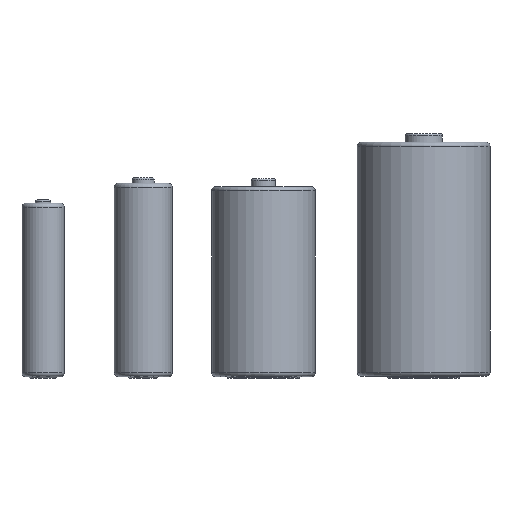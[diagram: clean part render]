
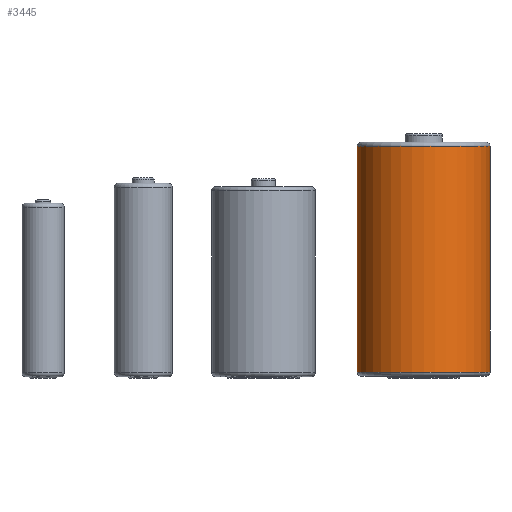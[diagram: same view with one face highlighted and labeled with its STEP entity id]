
A CAD part, top view. The second image highlights one B-rep face of the part: STEP entity #3445.
In plain terms, the highlighted cylindrical face has radius 16.55 mm (diameter 33.1 mm), a partial arc.
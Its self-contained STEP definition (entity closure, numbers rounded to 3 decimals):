
#2929=DIRECTION('',(0.,1.,0.));
#2930=VECTOR('',#2929,56.4);
#2931=CARTESIAN_POINT('',(16.55,-29.,0.));
#2932=LINE('',#2931,#2930);
#2952=CARTESIAN_POINT('',(0.,27.4,0.));
#2953=DIRECTION('',(0.,-1.,0.));
#2954=DIRECTION('',(1.,0.,0.));
#2955=AXIS2_PLACEMENT_3D('',#2952,#2953,#2954);
#2960=CARTESIAN_POINT('',(0.,-29.,0.));
#2961=DIRECTION('',(0.,1.,0.));
#2962=DIRECTION('',(-1.,0.,0.));
#2963=AXIS2_PLACEMENT_3D('',#2960,#2961,#2962);
#2968=DIRECTION('',(0.,1.,0.));
#2969=VECTOR('',#2968,56.4);
#2970=CARTESIAN_POINT('',(-16.55,-29.,0.));
#2971=LINE('',#2970,#2969);
#3130=CARTESIAN_POINT('',(-16.55,27.4,0.));
#3131=CARTESIAN_POINT('',(16.55,27.4,0.));
#3132=VERTEX_POINT('',#3130);
#3133=VERTEX_POINT('',#3131);
#3138=CARTESIAN_POINT('',(16.55,-29.,0.));
#3139=CARTESIAN_POINT('',(-16.55,-29.,0.));
#3140=VERTEX_POINT('',#3138);
#3141=VERTEX_POINT('',#3139);
#3433=CARTESIAN_POINT('',(0.,-30.5,0.));
#3434=DIRECTION('',(0.,1.,0.));
#3435=DIRECTION('',(1.,0.,0.));
#3436=AXIS2_PLACEMENT_3D('',#3433,#3434,#3435);
#3437=CYLINDRICAL_SURFACE('',#3436,16.55);
#3438=ORIENTED_EDGE('',*,*,#3424,.F.);
#3439=ORIENTED_EDGE('',*,*,#3399,.F.);
#3441=ORIENTED_EDGE('',*,*,#3440,.F.);
#3442=ORIENTED_EDGE('',*,*,#3396,.T.);
#3443=EDGE_LOOP('',(#3438,#3439,#3441,#3442));
#3444=FACE_OUTER_BOUND('',#3443,.F.);
#3445=ADVANCED_FACE('',(#3444),#3437,.T.);
#2956=CIRCLE('',#2955,16.55);
#2964=CIRCLE('',#2963,16.55);
#3396=EDGE_CURVE('',#3141,#3132,#2971,.T.);
#3399=EDGE_CURVE('',#3140,#3133,#2932,.T.);
#3424=EDGE_CURVE('',#3133,#3132,#2956,.T.);
#3440=EDGE_CURVE('',#3141,#3140,#2964,.T.);
